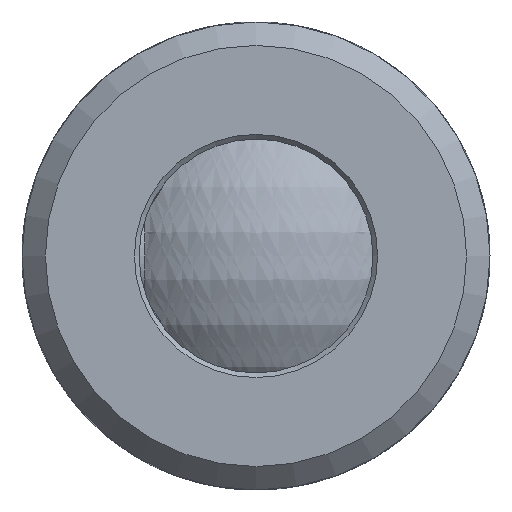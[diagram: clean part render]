
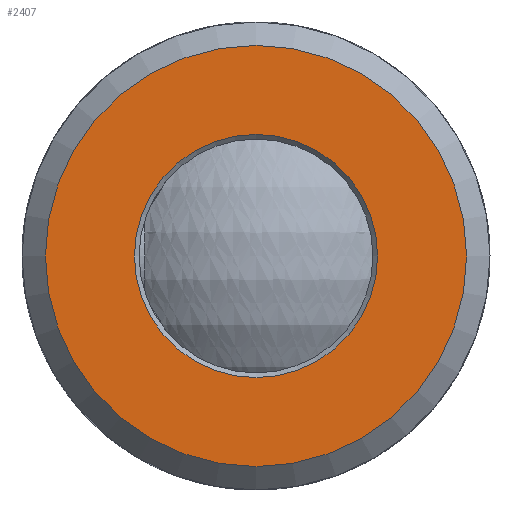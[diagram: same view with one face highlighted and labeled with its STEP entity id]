
A CAD part, left-side view. The second image highlights one B-rep face of the part: STEP entity #2407.
In plain terms, the highlighted planar face has unit normal (-1, 0, 0).
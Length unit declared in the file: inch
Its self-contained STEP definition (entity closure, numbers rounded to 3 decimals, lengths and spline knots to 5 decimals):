
#506=PLANE('',#2621);
#758=VERTEX_POINT('',#6887);
#761=VERTEX_POINT('',#6895);
#851=CIRCLE('',#2617,0.1299);
#854=CIRCLE('',#2622,0.225);
#1117=EDGE_CURVE('',#758,#758,#851,.T.);
#1120=EDGE_CURVE('',#761,#761,#854,.T.);
#1675=ORIENTED_EDGE('',*,*,#1120,.F.);
#1676=ORIENTED_EDGE('',*,*,#1117,.F.);
#2000=EDGE_LOOP('',(#1675));
#2001=EDGE_LOOP('',(#1676));
#2233=FACE_BOUND('',#2000,.T.);
#2234=FACE_BOUND('',#2001,.T.);
#2407=ADVANCED_FACE('',(#2233,#2234),#506,.F.);
#2617=AXIS2_PLACEMENT_3D('',#6886,#8937,#8938);
#2621=AXIS2_PLACEMENT_3D('',#6893,#8945,$);
#2622=AXIS2_PLACEMENT_3D('',#6894,#8946,#8947);
#6886=CARTESIAN_POINT('',(-0.75,0.,0.));
#6887=CARTESIAN_POINT('',(-0.75,0.,-0.1299));
#6893=CARTESIAN_POINT('',(-0.75,0.,0.));
#6894=CARTESIAN_POINT('',(-0.75,0.,0.));
#6895=CARTESIAN_POINT('',(-0.75,0.,-0.225));
#8937=DIRECTION('',(-1.,0.,0.));
#8938=DIRECTION('',(0.,0.,0.13));
#8945=DIRECTION('',(1.,0.,0.));
#8946=DIRECTION('',(1.,0.,0.));
#8947=DIRECTION('',(0.,0.,0.225));
